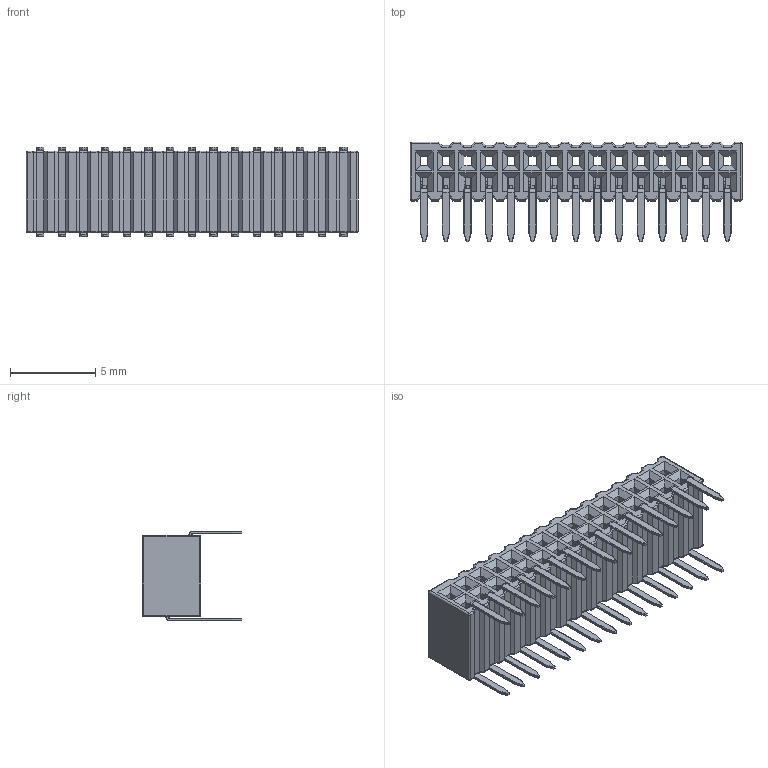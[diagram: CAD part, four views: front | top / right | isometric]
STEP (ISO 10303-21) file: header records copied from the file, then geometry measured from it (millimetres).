
FILE_DESCRIPTION (( 'STEP AP214' ), '1' );
FILE_NAME ('M50-3201545.STEP', '2018-02-07T19:30:40', ( '' ), ( '' ), 'SwSTEP 2.0', 'SolidWorks 2014', '' );
FILE_SCHEMA (( 'AUTOMOTIVE_DESIGN' ));
Length unit declared in the file: millimetre
Products named in the file (1): M50-3201545
Bounding box: 19.47 x 5.85 x 5.24 mm (x, y, z)
Volume: 237.4 mm3; surface area: 1318.8 mm2
Topology: 46 solids, 46 shells, 3254 faces, 8458 edges, 5198 vertices
Faces by surface type: plane 1772, cylinder 1264, torus 120, sphere 98
Entity records: 106193 total; most frequent: CARTESIAN_POINT 18859, ORIENTED_EDGE 16720, DIRECTION 15952, EDGE_CURVE 8360, LINE 6154, VECTOR 6154, VERTEX_POINT 5198, AXIS2_PLACEMENT_3D 4899
